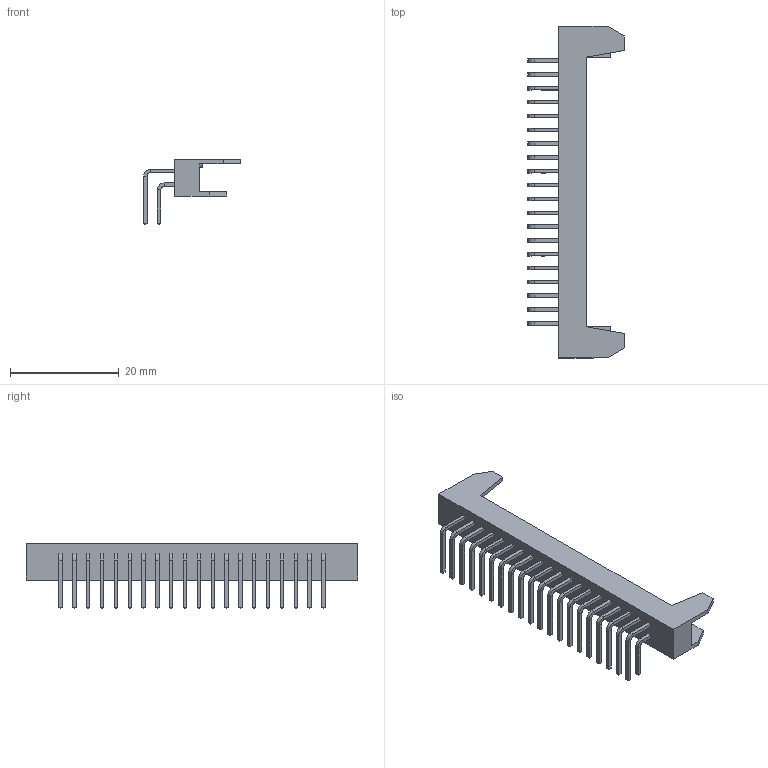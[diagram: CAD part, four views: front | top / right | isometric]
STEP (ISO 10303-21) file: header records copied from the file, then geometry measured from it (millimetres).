
FILE_DESCRIPTION(/* description */ (''),/* implementation_level */ '2;1');
FILE_NAME(/* name */ '827-7362-096',/* time_stamp */ '2000-05-10T13:13:50-05:00',/* author */ (''),/* organization */ (''),/* preprocessor_version */ 'ST-DEVELOPER 1.6',/* originating_system */ 'UNIGRAPHICS SOLUTIONS - UNIGRAPHICS 15.0',/* authorisation */ '');
FILE_SCHEMA (('CONFIG_CONTROL_DESIGN'));
Length unit declared in the file: inch
Products named in the file (6): 827-7362-111; 827-7362-099; 827-7362-100; 827-7362-098; 827-7362-097; 827-7362-096
Assembly tree (43 placements, depth 2):
  827-7362-096
    827-7362-100  x20
    827-7362-099  x20
    827-7362-111
    827-7362-097
    827-7362-098
Bounding box: 17.78 x 60.96 x 11.93 mm (x, y, z)
Volume: 1403.9 mm3; surface area: 3987 mm2
Topology: 42 solids, 42 shells, 1070 faces, 2318 edges, 1332 vertices
Faces by surface type: plane 989, cylinder 81
Entity records: 9366 total; most frequent: CARTESIAN_POINT 1344, ORIENTED_EDGE 1292, DIRECTION 1212, EDGE_CURVE 646, VECTOR 636, LINE 636, VERTEX_POINT 420, EDGE_LOOP 314
